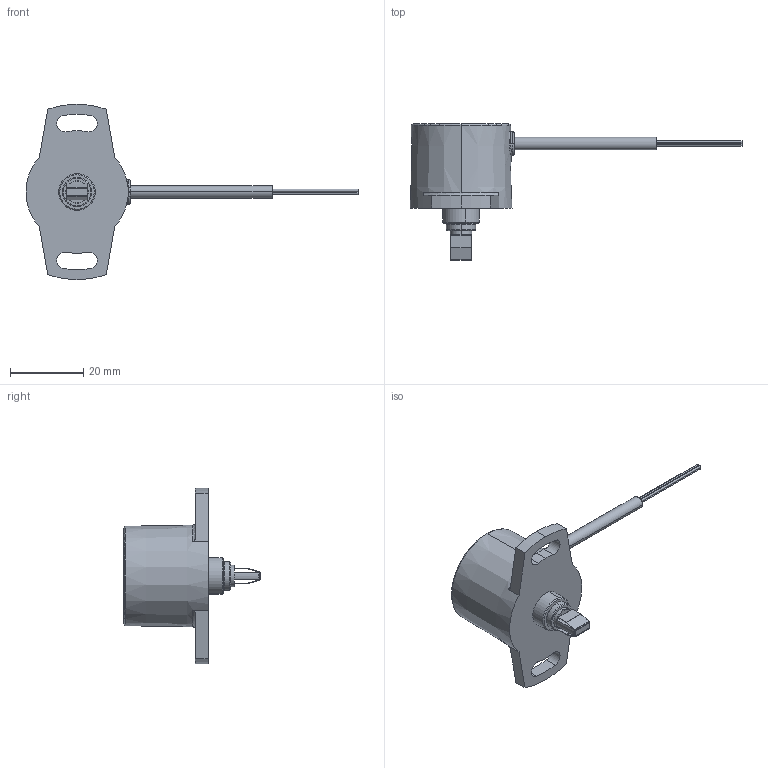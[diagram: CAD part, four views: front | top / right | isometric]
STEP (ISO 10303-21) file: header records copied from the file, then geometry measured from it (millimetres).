
FILE_DESCRIPTION (( 'STEP AP214' ), '1' );
FILE_NAME ('RSC_Welle_D_IP54~04ID.STEP', '2005-12-15T09:01:43', ( 'novotechnik' ), ( 'novotechnik' ), 'SwSTEP 2.0', 'SolidWorks 2005235', '' );
FILE_SCHEMA (( 'AUTOMOTIVE_DESIGN' ));
Length unit declared in the file: millimetre
Products named in the file (10): RSC_Welle_D_IP54~04ID; Typenschild~00ID_Standard; Feder_der_Welle_Form_D~00ID_Standard; Welle_Form_D~01ID_Standard; Gehäuse~08ID_Standard; Buchse~06ID_Standard; Kabel~06ID_Standard<Zeichnungsansicht>; Pressring_undicht~00ID_Standard; Zylstift~06ID_Standard; Gehäuse_kpl.~07ID_Standard
Assembly tree (9 placements, depth 3):
  RSC_Welle_D_IP54~04ID
    Pressring_undicht~00ID_Standard
    Feder_der_Welle_Form_D~00ID_Standard
    Typenschild~00ID_Standard
    Welle_Form_D~01ID_Standard
    Kabel~06ID_Standard<Zeichnungsansicht>
    Gehäuse_kpl.~07ID_Standard
      Gehäuse~08ID_Standard
      Zylstift~06ID_Standard
      Buchse~06ID_Standard
Bounding box: 90.82 x 37.41 x 48 mm (x, y, z)
Volume: 15876.5 mm3; surface area: 7163 mm2
Topology: 8 solids, 8 shells, 163 faces, 370 edges, 230 vertices
Faces by surface type: cylinder 59, plane 55, cone 27, torus 13, bspline 9
Entity records: 6938 total; most frequent: CARTESIAN_POINT 2874, DIRECTION 830, ORIENTED_EDGE 740, EDGE_CURVE 370, AXIS2_PLACEMENT_3D 342, VERTEX_POINT 230, EDGE_LOOP 178, CIRCLE 175
